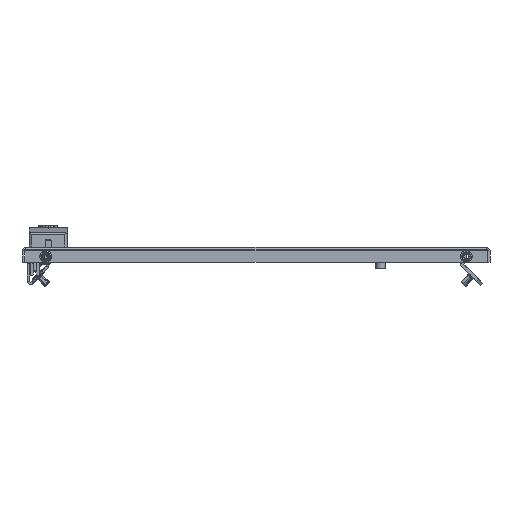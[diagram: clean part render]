
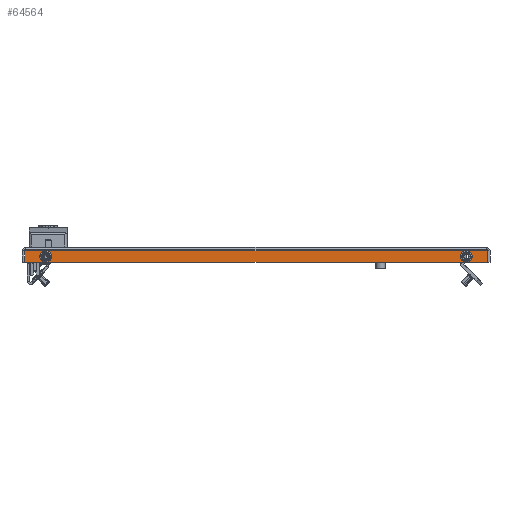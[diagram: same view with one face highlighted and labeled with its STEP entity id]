
A CAD part, front view. The second image highlights one B-rep face of the part: STEP entity #64564.
In plain terms, the highlighted planar face has unit normal (0, -1, 0).
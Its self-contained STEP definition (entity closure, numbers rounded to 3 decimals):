
#250 = CARTESIAN_POINT ( 'NONE',  ( 177.5, -995., -1.5 ) ) ;
#369 = ORIENTED_EDGE ( 'NONE', *, *, #60942, .T. ) ;
#3641 = AXIS2_PLACEMENT_3D ( 'NONE', #17576, #144230, #68180 ) ;
#9088 = VECTOR ( 'NONE', #70665, 1000. ) ;
#13007 = DIRECTION ( 'NONE',  ( 0., 0., -1. ) ) ;
#17199 = CARTESIAN_POINT ( 'NONE',  ( -177.5, -995., -1.5 ) ) ;
#17576 = CARTESIAN_POINT ( 'NONE',  ( 177.5, -995., -1.5 ) ) ;
#18406 = VECTOR ( 'NONE', #121620, 1000. ) ;
#21618 = CARTESIAN_POINT ( 'NONE',  ( -177.5, -995., 2. ) ) ;
#22964 = LINE ( 'NONE', #70094, #9088 ) ;
#24952 = CIRCLE ( 'NONE', #78933, 3.5 ) ;
#28030 = CARTESIAN_POINT ( 'NONE',  ( -195.359, -995., 6.5 ) ) ;
#28850 = CARTESIAN_POINT ( 'NONE',  ( 177.5, -995., 2. ) ) ;
#29806 = LINE ( 'NONE', #104088, #119200 ) ;
#29995 = AXIS2_PLACEMENT_3D ( 'NONE', #250, #89238, #13007 ) ;
#31252 = CARTESIAN_POINT ( 'NONE',  ( -195.359, -995., 3.5 ) ) ;
#31417 = CARTESIAN_POINT ( 'NONE',  ( 0., -995., 6.5 ) ) ;
#39392 = AXIS2_PLACEMENT_3D ( 'NONE', #17199, #156517, #118372 ) ;
#41391 = CIRCLE ( 'NONE', #29995, 3.5 ) ;
#42089 = VERTEX_POINT ( 'NONE', #134235 ) ;
#43439 = CARTESIAN_POINT ( 'NONE',  ( -195.359, -995., -6.5 ) ) ;
#44080 = VERTEX_POINT ( 'NONE', #31252 ) ;
#47223 = ORIENTED_EDGE ( 'NONE', *, *, #76433, .T. ) ;
#48375 = CIRCLE ( 'NONE', #39392, 3.5 ) ;
#50113 = EDGE_CURVE ( 'NONE', #69519, #124151, #86038, .T. ) ;
#53250 = VERTEX_POINT ( 'NONE', #28850 ) ;
#55337 = VERTEX_POINT ( 'NONE', #142998 ) ;
#58756 = ORIENTED_EDGE ( 'NONE', *, *, #130857, .F. ) ;
#60942 = EDGE_CURVE ( 'NONE', #75908, #42089, #48375, .T. ) ;
#62002 = CARTESIAN_POINT ( 'NONE',  ( -177.5, -995., -1.5 ) ) ;
#62540 = DIRECTION ( 'NONE',  ( 0., 0., -1. ) ) ;
#64564 = ADVANCED_FACE ( 'NONE', ( #79492, #95418, #150830 ), #109171, .F. ) ;
#68180 = DIRECTION ( 'NONE',  ( 0., 0., -1. ) ) ;
#69519 = VERTEX_POINT ( 'NONE', #43439 ) ;
#70094 = CARTESIAN_POINT ( 'NONE',  ( 197.5, -995., 3.5 ) ) ;
#70289 = DIRECTION ( 'NONE',  ( 0., 1., 0. ) ) ;
#70665 = DIRECTION ( 'NONE',  ( 1., 0., 0. ) ) ;
#70972 = AXIS2_PLACEMENT_3D ( 'NONE', #31417, #70289, #158988 ) ;
#74595 = EDGE_CURVE ( 'NONE', #42089, #75908, #24952, .T. ) ;
#75125 = EDGE_CURVE ( 'NONE', #55337, #53250, #41391, .T. ) ;
#75908 = VERTEX_POINT ( 'NONE', #21618 ) ;
#76226 = EDGE_LOOP ( 'NONE', ( #157983, #47223 ) ) ;
#76433 = EDGE_CURVE ( 'NONE', #53250, #55337, #141688, .T. ) ;
#78933 = AXIS2_PLACEMENT_3D ( 'NONE', #62002, #114209, #62540 ) ;
#79492 = FACE_BOUND ( 'NONE', #119140, .T. ) ;
#86038 = LINE ( 'NONE', #95647, #18406 ) ;
#89238 = DIRECTION ( 'NONE',  ( 0., 1., 0. ) ) ;
#95418 = FACE_BOUND ( 'NONE', #76226, .T. ) ;
#95647 = CARTESIAN_POINT ( 'NONE',  ( 0., -995., -6.5 ) ) ;
#102501 = EDGE_CURVE ( 'NONE', #105267, #124151, #29806, .T. ) ;
#104088 = CARTESIAN_POINT ( 'NONE',  ( 195.359, -995., 4.5 ) ) ;
#105267 = VERTEX_POINT ( 'NONE', #119600 ) ;
#109171 = PLANE ( 'NONE',  #70972 ) ;
#114209 = DIRECTION ( 'NONE',  ( 0., 1., 0. ) ) ;
#114965 = ORIENTED_EDGE ( 'NONE', *, *, #102501, .F. ) ;
#118372 = DIRECTION ( 'NONE',  ( 0., 0., -1. ) ) ;
#119140 = EDGE_LOOP ( 'NONE', ( #142105, #369 ) ) ;
#119200 = VECTOR ( 'NONE', #142829, 1000. ) ;
#119594 = DIRECTION ( 'NONE',  ( 0., 0., -1. ) ) ;
#119600 = CARTESIAN_POINT ( 'NONE',  ( 195.359, -995., 3.5 ) ) ;
#120587 = CARTESIAN_POINT ( 'NONE',  ( 195.359, -995., -6.5 ) ) ;
#121620 = DIRECTION ( 'NONE',  ( 1., 0., 0. ) ) ;
#124151 = VERTEX_POINT ( 'NONE', #120587 ) ;
#130303 = ORIENTED_EDGE ( 'NONE', *, *, #154594, .T. ) ;
#130857 = EDGE_CURVE ( 'NONE', #44080, #105267, #22964, .T. ) ;
#134235 = CARTESIAN_POINT ( 'NONE',  ( -177.5, -995., -5. ) ) ;
#139765 = LINE ( 'NONE', #28030, #143808 ) ;
#141688 = CIRCLE ( 'NONE', #3641, 3.5 ) ;
#142105 = ORIENTED_EDGE ( 'NONE', *, *, #74595, .T. ) ;
#142829 = DIRECTION ( 'NONE',  ( 0., 0., -1. ) ) ;
#142998 = CARTESIAN_POINT ( 'NONE',  ( 177.5, -995., -5. ) ) ;
#143808 = VECTOR ( 'NONE', #119594, 1000. ) ;
#144230 = DIRECTION ( 'NONE',  ( 0., 1., 0. ) ) ;
#149595 = EDGE_LOOP ( 'NONE', ( #114965, #58756, #130303, #157478 ) ) ;
#150830 = FACE_OUTER_BOUND ( 'NONE', #149595, .T. ) ;
#154594 = EDGE_CURVE ( 'NONE', #44080, #69519, #139765, .T. ) ;
#156517 = DIRECTION ( 'NONE',  ( 0., 1., 0. ) ) ;
#157478 = ORIENTED_EDGE ( 'NONE', *, *, #50113, .T. ) ;
#157983 = ORIENTED_EDGE ( 'NONE', *, *, #75125, .T. ) ;
#158988 = DIRECTION ( 'NONE',  ( 0., 0., -1. ) ) ;
